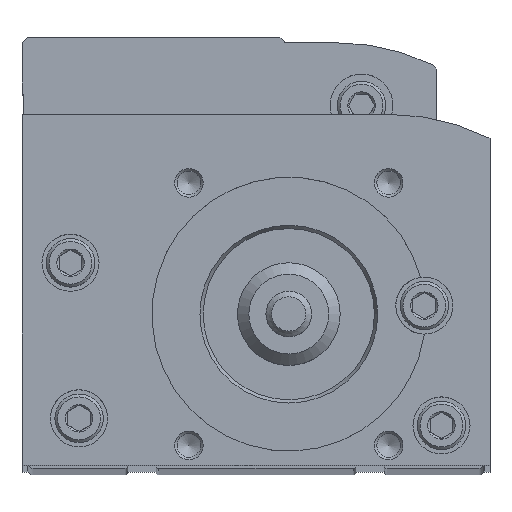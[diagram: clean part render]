
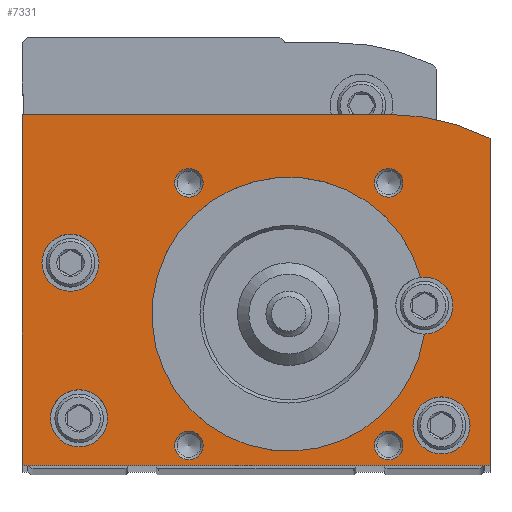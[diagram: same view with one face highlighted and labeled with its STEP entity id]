
A CAD part, top view. The second image highlights one B-rep face of the part: STEP entity #7331.
In plain terms, the highlighted face is planar.
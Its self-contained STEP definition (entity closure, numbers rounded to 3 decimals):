
#474=CIRCLE('',#9415,24.);
#477=CIRCLE('',#9419,39.);
#479=CIRCLE('',#9426,2.5);
#480=CIRCLE('',#9427,2.5);
#481=CIRCLE('',#9428,2.5);
#482=CIRCLE('',#9429,2.5);
#483=CIRCLE('',#9430,5.);
#484=CIRCLE('',#9431,5.);
#485=CIRCLE('',#9432,5.);
#486=CIRCLE('',#9433,5.);
#1610=ORIENTED_EDGE('',*,*,#3157,.T.);
#1611=ORIENTED_EDGE('',*,*,#3158,.T.);
#1612=ORIENTED_EDGE('',*,*,#3159,.T.);
#1613=ORIENTED_EDGE('',*,*,#3160,.T.);
#1614=ORIENTED_EDGE('',*,*,#3161,.F.);
#1615=ORIENTED_EDGE('',*,*,#3162,.F.);
#1616=ORIENTED_EDGE('',*,*,#3163,.F.);
#1617=ORIENTED_EDGE('',*,*,#3137,.F.);
#1618=ORIENTED_EDGE('',*,*,#3164,.F.);
#1619=ORIENTED_EDGE('',*,*,#3143,.F.);
#1620=ORIENTED_EDGE('',*,*,#3156,.F.);
#1621=ORIENTED_EDGE('',*,*,#3152,.F.);
#1622=ORIENTED_EDGE('',*,*,#3149,.F.);
#1623=ORIENTED_EDGE('',*,*,#3146,.F.);
#3137=EDGE_CURVE('',#3986,#3987,#474,.T.);
#3143=EDGE_CURVE('',#3992,#3993,#477,.T.);
#3146=EDGE_CURVE('',#3993,#3995,#4696,.T.);
#3149=EDGE_CURVE('',#3995,#3997,#4699,.T.);
#3152=EDGE_CURVE('',#3997,#3999,#4702,.T.);
#3156=EDGE_CURVE('',#3999,#3992,#4705,.T.);
#3157=EDGE_CURVE('',#4001,#4001,#479,.T.);
#3158=EDGE_CURVE('',#4002,#4002,#480,.T.);
#3159=EDGE_CURVE('',#4003,#4003,#481,.T.);
#3160=EDGE_CURVE('',#4004,#4004,#482,.T.);
#3161=EDGE_CURVE('',#4005,#4005,#483,.T.);
#3162=EDGE_CURVE('',#4006,#4006,#484,.T.);
#3163=EDGE_CURVE('',#3987,#3986,#485,.T.);
#3164=EDGE_CURVE('',#4007,#4007,#486,.T.);
#3986=VERTEX_POINT('',#13256);
#3987=VERTEX_POINT('',#13257);
#3992=VERTEX_POINT('',#13268);
#3993=VERTEX_POINT('',#13270);
#3995=VERTEX_POINT('',#13276);
#3997=VERTEX_POINT('',#13282);
#3999=VERTEX_POINT('',#13288);
#4001=VERTEX_POINT('',#13297);
#4002=VERTEX_POINT('',#13299);
#4003=VERTEX_POINT('',#13301);
#4004=VERTEX_POINT('',#13303);
#4005=VERTEX_POINT('',#13305);
#4006=VERTEX_POINT('',#13307);
#4007=VERTEX_POINT('',#13310);
#4696=LINE('',#13275,#5274);
#4699=LINE('',#13281,#5277);
#4702=LINE('',#13287,#5280);
#4705=LINE('',#13294,#5283);
#5274=VECTOR('',#10867,1000.);
#5277=VECTOR('',#10872,1000.);
#5280=VECTOR('',#10877,1000.);
#5283=VECTOR('',#10884,1000.);
#5714=EDGE_LOOP('',(#1610));
#5715=EDGE_LOOP('',(#1611));
#5716=EDGE_LOOP('',(#1612));
#5717=EDGE_LOOP('',(#1613));
#5718=EDGE_LOOP('',(#1614));
#5719=EDGE_LOOP('',(#1615));
#5720=EDGE_LOOP('',(#1616,#1617));
#5721=EDGE_LOOP('',(#1618));
#5722=EDGE_LOOP('',(#1619,#1620,#1621,#1622,#1623));
#6386=FACE_BOUND('',#5714,.T.);
#6387=FACE_BOUND('',#5715,.T.);
#6388=FACE_BOUND('',#5716,.T.);
#6389=FACE_BOUND('',#5717,.T.);
#6390=FACE_BOUND('',#5718,.T.);
#6391=FACE_BOUND('',#5719,.T.);
#6392=FACE_BOUND('',#5720,.T.);
#6393=FACE_BOUND('',#5721,.T.);
#6394=FACE_BOUND('',#5722,.T.);
#6989=PLANE('',#9425);
#7331=ADVANCED_FACE('',(#6386,#6387,#6388,#6389,#6390,#6391,#6392,#6393,
#6394),#6989,.F.);
#9415=AXIS2_PLACEMENT_3D('',#13255,#10850,#10851);
#9419=AXIS2_PLACEMENT_3D('',#13269,#10861,#10862);
#9425=AXIS2_PLACEMENT_3D('',#13295,#10885,#10886);
#9426=AXIS2_PLACEMENT_3D('',#13296,#10887,#10888);
#9427=AXIS2_PLACEMENT_3D('',#13298,#10889,#10890);
#9428=AXIS2_PLACEMENT_3D('',#13300,#10891,#10892);
#9429=AXIS2_PLACEMENT_3D('',#13302,#10893,#10894);
#9430=AXIS2_PLACEMENT_3D('',#13304,#10895,#10896);
#9431=AXIS2_PLACEMENT_3D('',#13306,#10897,#10898);
#9432=AXIS2_PLACEMENT_3D('',#13308,#10899,#10900);
#9433=AXIS2_PLACEMENT_3D('',#13309,#10901,#10902);
#10850=DIRECTION('',(0.,0.,-1.));
#10851=DIRECTION('',(-1.,0.,0.));
#10861=DIRECTION('',(0.,0.,1.));
#10862=DIRECTION('',(1.,0.,0.));
#10867=DIRECTION('',(0.,-1.,0.));
#10872=DIRECTION('',(1.,0.,0.));
#10877=DIRECTION('',(0.,1.,0.));
#10884=DIRECTION('',(-1.,0.,0.));
#10885=DIRECTION('',(0.,0.,1.));
#10886=DIRECTION('',(1.,0.,0.));
#10887=DIRECTION('',(0.,0.,1.));
#10888=DIRECTION('',(1.,0.,0.));
#10889=DIRECTION('',(0.,0.,1.));
#10890=DIRECTION('',(1.,0.,0.));
#10891=DIRECTION('',(0.,0.,1.));
#10892=DIRECTION('',(1.,0.,0.));
#10893=DIRECTION('',(0.,0.,1.));
#10894=DIRECTION('',(1.,0.,0.));
#10895=DIRECTION('',(0.,0.,-1.));
#10896=DIRECTION('',(-1.,0.,0.));
#10897=DIRECTION('',(0.,0.,-1.));
#10898=DIRECTION('',(-1.,0.,0.));
#10899=DIRECTION('',(0.,0.,-1.));
#10900=DIRECTION('',(-1.,0.,0.));
#10901=DIRECTION('',(0.,0.,-1.));
#10902=DIRECTION('',(-1.,0.,0.));
#13255=CARTESIAN_POINT('',(35.25,26.5,-23.));
#13256=CARTESIAN_POINT('',(12.136,32.959,-23.));
#13257=CARTESIAN_POINT('',(11.507,23.,-23.));
#13268=CARTESIAN_POINT('',(17.6,61.5,-23.));
#13269=CARTESIAN_POINT('',(17.6,22.5,-23.));
#13270=CARTESIAN_POINT('',(0.,57.303,-23.));
#13275=CARTESIAN_POINT('',(0.,57.303,-23.));
#13276=CARTESIAN_POINT('',(0.,0.,-23.));
#13281=CARTESIAN_POINT('',(0.,0.,-23.));
#13282=CARTESIAN_POINT('',(82.,0.,-23.));
#13287=CARTESIAN_POINT('',(82.,0.,-23.));
#13288=CARTESIAN_POINT('',(82.,61.5,-23.));
#13294=CARTESIAN_POINT('',(82.,61.5,-23.));
#13295=CARTESIAN_POINT('',(17.6,22.5,-23.));
#13296=CARTESIAN_POINT('',(17.75,3.5,-23.));
#13297=CARTESIAN_POINT('',(20.25,3.5,-23.));
#13298=CARTESIAN_POINT('',(52.75,49.5,-23.));
#13299=CARTESIAN_POINT('',(55.25,49.5,-23.));
#13300=CARTESIAN_POINT('',(17.75,49.5,-23.));
#13301=CARTESIAN_POINT('',(20.25,49.5,-23.));
#13302=CARTESIAN_POINT('',(52.75,3.5,-23.));
#13303=CARTESIAN_POINT('',(55.25,3.5,-23.));
#13304=CARTESIAN_POINT('',(8.5,7.,-23.));
#13305=CARTESIAN_POINT('',(3.5,7.,-23.));
#13306=CARTESIAN_POINT('',(73.5,35.5,-23.));
#13307=CARTESIAN_POINT('',(68.5,35.5,-23.));
#13308=CARTESIAN_POINT('',(11.5,28.,-23.));
#13309=CARTESIAN_POINT('',(72.,8.25,-23.));
#13310=CARTESIAN_POINT('',(67.,8.25,-23.));
